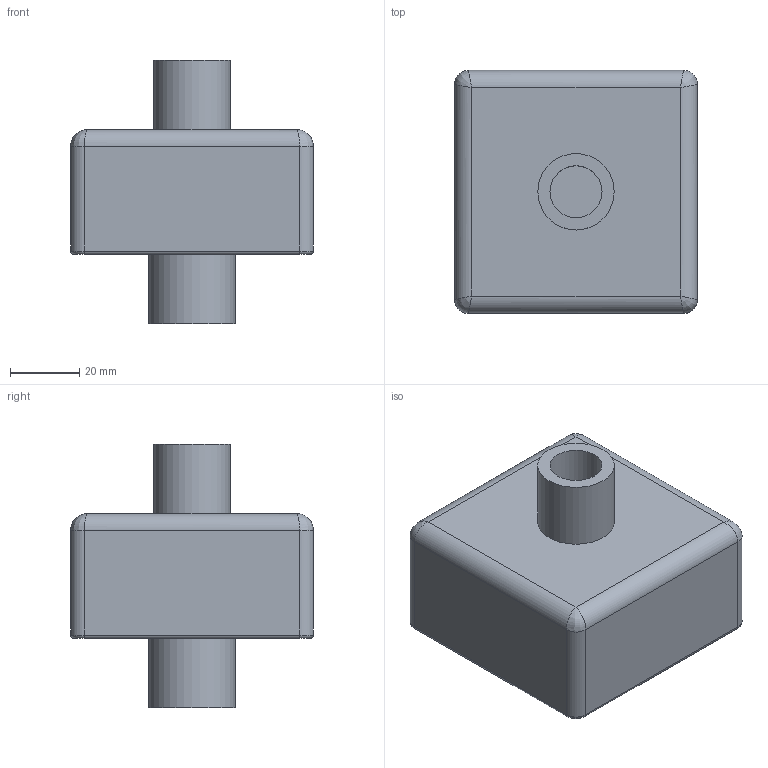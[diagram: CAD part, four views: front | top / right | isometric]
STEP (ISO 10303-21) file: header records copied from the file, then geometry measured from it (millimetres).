
FILE_DESCRIPTION(/* description */ (''),/* implementation_level */ '2;1');
FILE_NAME(/* name */ 'Patient Filter Box V0.step',/* time_stamp */ '2020-04-24T13:38:20+02:00',/* author */ (''),/* organization */ (''),/* preprocessor_version */ 'ST-DEVELOPER v18.1',/* originating_system */ 'Autodesk Translation Framework v9.2.0.1227',/* authorisation */ '');
FILE_SCHEMA (('AUTOMOTIVE_DESIGN { 1 0 10303 214 3 1 1 }'));
Length unit declared in the file: millimetre
Products named in the file (3): Patient Filter Box V0; Bottom case; Top case
Assembly tree (2 placements, depth 2):
  Patient Filter Box V0
    Bottom case
    Top case
Bounding box: 70 x 70 x 76 mm (x, y, z)
Volume: 61850.3 mm3; surface area: 42629.1 mm2
Topology: 2 solids, 2 shells, 63 faces, 148 edges, 92 vertices
Faces by surface type: plane 31, cylinder 24, torus 4, bspline 4
Full cylindrical faces by diameter (mm): 15.01 x1, 22 x1, 22.01 x1, 25.01 x1
Entity records: 2011 total; most frequent: CARTESIAN_POINT 460, DIRECTION 328, ORIENTED_EDGE 288, EDGE_CURVE 144, AXIS2_PLACEMENT_3D 120, VERTEX_POINT 92, LINE 88, VECTOR 88
